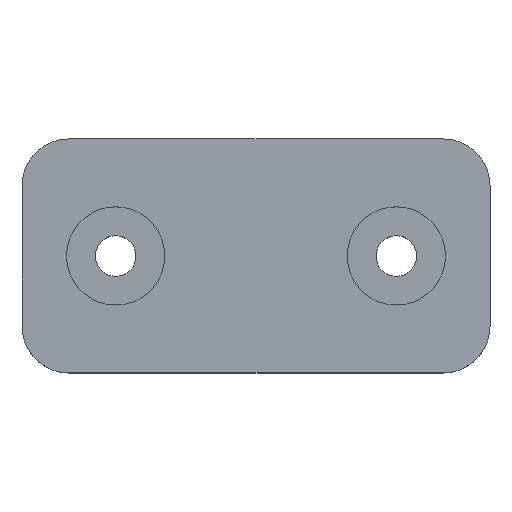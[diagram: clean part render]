
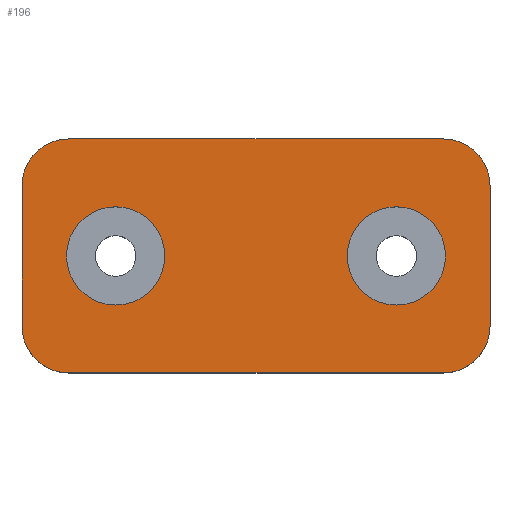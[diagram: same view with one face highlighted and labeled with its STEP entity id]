
A CAD part, top view. The second image highlights one B-rep face of the part: STEP entity #196.
In plain terms, the highlighted planar face has unit normal (0, 0, 1).
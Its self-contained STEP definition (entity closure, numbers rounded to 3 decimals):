
#32 = VERTEX_POINT('',#33);
#33 = CARTESIAN_POINT('',(0.,3.,5.));
#39 = EDGE_CURVE('',#32,#40,#42,.T.);
#40 = VERTEX_POINT('',#41);
#41 = CARTESIAN_POINT('',(0.,12.,5.));
#42 = LINE('',#43,#44);
#43 = CARTESIAN_POINT('',(0.,0.,5.));
#44 = VECTOR('',#45,1.);
#45 = DIRECTION('',(0.,1.,0.));
#152 = VERTEX_POINT('',#153);
#153 = CARTESIAN_POINT('',(3.,0.,5.));
#159 = EDGE_CURVE('',#32,#152,#160,.T.);
#160 = CIRCLE('',#161,3.);
#161 = AXIS2_PLACEMENT_3D('',#162,#163,#164);
#162 = CARTESIAN_POINT('',(3.,3.,5.));
#163 = DIRECTION('',(-0.,0.,1.));
#164 = DIRECTION('',(0.,-1.,0.));
#177 = VERTEX_POINT('',#178);
#178 = CARTESIAN_POINT('',(3.,15.,5.));
#184 = EDGE_CURVE('',#40,#177,#185,.T.);
#185 = CIRCLE('',#186,3.);
#186 = AXIS2_PLACEMENT_3D('',#187,#188,#189);
#187 = CARTESIAN_POINT('',(3.,12.,5.));
#188 = DIRECTION('',(-0.,-0.,-1.));
#189 = DIRECTION('',(0.,-1.,0.));
#196 = ADVANCED_FACE('',(#197,#242,#253),#264,.T.);
#197 = FACE_BOUND('',#198,.T.);
#198 = EDGE_LOOP('',(#199,#200,#201,#209,#218,#226,#235,#241));
#199 = ORIENTED_EDGE('',*,*,#39,.F.);
#200 = ORIENTED_EDGE('',*,*,#159,.T.);
#201 = ORIENTED_EDGE('',*,*,#202,.T.);
#202 = EDGE_CURVE('',#152,#203,#205,.T.);
#203 = VERTEX_POINT('',#204);
#204 = CARTESIAN_POINT('',(27.,0.,5.));
#205 = LINE('',#206,#207);
#206 = CARTESIAN_POINT('',(0.,0.,5.));
#207 = VECTOR('',#208,1.);
#208 = DIRECTION('',(1.,0.,0.));
#209 = ORIENTED_EDGE('',*,*,#210,.T.);
#210 = EDGE_CURVE('',#203,#211,#213,.T.);
#211 = VERTEX_POINT('',#212);
#212 = CARTESIAN_POINT('',(30.,3.,5.));
#213 = CIRCLE('',#214,3.);
#214 = AXIS2_PLACEMENT_3D('',#215,#216,#217);
#215 = CARTESIAN_POINT('',(27.,3.,5.));
#216 = DIRECTION('',(-0.,0.,1.));
#217 = DIRECTION('',(0.,-1.,0.));
#218 = ORIENTED_EDGE('',*,*,#219,.F.);
#219 = EDGE_CURVE('',#220,#211,#222,.T.);
#220 = VERTEX_POINT('',#221);
#221 = CARTESIAN_POINT('',(30.,12.,5.));
#222 = LINE('',#223,#224);
#223 = CARTESIAN_POINT('',(30.,15.,5.));
#224 = VECTOR('',#225,1.);
#225 = DIRECTION('',(0.,-1.,0.));
#226 = ORIENTED_EDGE('',*,*,#227,.F.);
#227 = EDGE_CURVE('',#228,#220,#230,.T.);
#228 = VERTEX_POINT('',#229);
#229 = CARTESIAN_POINT('',(27.,15.,5.));
#230 = CIRCLE('',#231,3.);
#231 = AXIS2_PLACEMENT_3D('',#232,#233,#234);
#232 = CARTESIAN_POINT('',(27.,12.,5.));
#233 = DIRECTION('',(-0.,-0.,-1.));
#234 = DIRECTION('',(0.,-1.,0.));
#235 = ORIENTED_EDGE('',*,*,#236,.F.);
#236 = EDGE_CURVE('',#177,#228,#237,.T.);
#237 = LINE('',#238,#239);
#238 = CARTESIAN_POINT('',(0.,15.,5.));
#239 = VECTOR('',#240,1.);
#240 = DIRECTION('',(1.,0.,0.));
#241 = ORIENTED_EDGE('',*,*,#184,.F.);
#242 = FACE_BOUND('',#243,.T.);
#243 = EDGE_LOOP('',(#244));
#244 = ORIENTED_EDGE('',*,*,#245,.F.);
#245 = EDGE_CURVE('',#246,#246,#248,.T.);
#246 = VERTEX_POINT('',#247);
#247 = CARTESIAN_POINT('',(9.15,7.5,5.));
#248 = CIRCLE('',#249,3.15);
#249 = AXIS2_PLACEMENT_3D('',#250,#251,#252);
#250 = CARTESIAN_POINT('',(6.,7.5,5.));
#251 = DIRECTION('',(0.,0.,1.));
#252 = DIRECTION('',(1.,0.,0.));
#253 = FACE_BOUND('',#254,.T.);
#254 = EDGE_LOOP('',(#255));
#255 = ORIENTED_EDGE('',*,*,#256,.F.);
#256 = EDGE_CURVE('',#257,#257,#259,.T.);
#257 = VERTEX_POINT('',#258);
#258 = CARTESIAN_POINT('',(27.15,7.5,5.));
#259 = CIRCLE('',#260,3.15);
#260 = AXIS2_PLACEMENT_3D('',#261,#262,#263);
#261 = CARTESIAN_POINT('',(24.,7.5,5.));
#262 = DIRECTION('',(0.,0.,1.));
#263 = DIRECTION('',(1.,0.,0.));
#264 = PLANE('',#265);
#265 = AXIS2_PLACEMENT_3D('',#266,#267,#268);
#266 = CARTESIAN_POINT('',(15.,7.5,5.));
#267 = DIRECTION('',(0.,0.,1.));
#268 = DIRECTION('',(1.,0.,0.));
